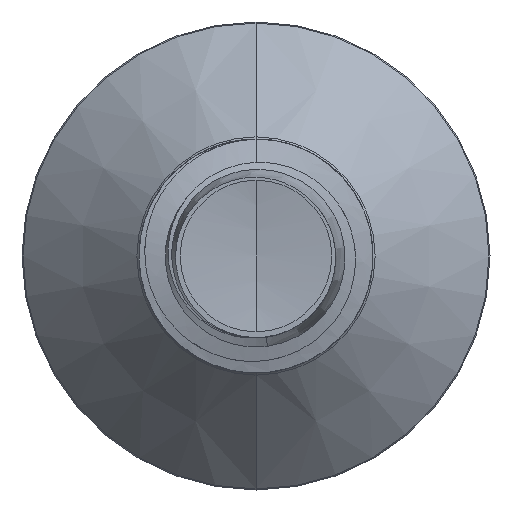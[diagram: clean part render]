
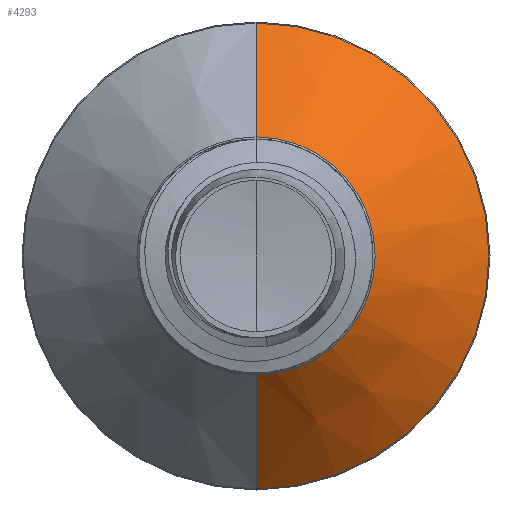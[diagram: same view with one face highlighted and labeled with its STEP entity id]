
A CAD part, front view. The second image highlights one B-rep face of the part: STEP entity #4293.
In plain terms, the highlighted conical face has half-angle 45 degrees and reference radius 1.782 mm.
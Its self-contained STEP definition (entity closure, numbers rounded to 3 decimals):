
#984 = DIRECTION ( 'NONE',  ( 0., 0.707, 0.707 ) ) ;
#1185 = VERTEX_POINT ( 'NONE', #13849 ) ;
#2294 = AXIS2_PLACEMENT_3D ( 'NONE', #5392, #16627, #7028 ) ;
#2363 = ORIENTED_EDGE ( 'NONE', *, *, #9169, .T. ) ;
#3551 = CIRCLE ( 'NONE', #2294, 1.782 ) ;
#3653 = VERTEX_POINT ( 'NONE', #17724 ) ;
#3668 = AXIS2_PLACEMENT_3D ( 'NONE', #17315, #7714, #18930 ) ;
#3868 = DIRECTION ( 'NONE',  ( 0., 0., 1. ) ) ;
#4293 = ADVANCED_FACE ( 'NONE', ( #9880 ), #13643, .T. ) ;
#4320 = LINE ( 'NONE', #10663, #8122 ) ;
#5392 = CARTESIAN_POINT ( 'NONE',  ( 0., 7.632, 0. ) ) ;
#5503 = EDGE_CURVE ( 'NONE', #1185, #14789, #12646, .T. ) ;
#5671 = EDGE_LOOP ( 'NONE', ( #2363, #8781, #17972, #6175 ) ) ;
#5860 = DIRECTION ( 'NONE',  ( 0., 0.707, -0.707 ) ) ;
#6175 = ORIENTED_EDGE ( 'NONE', *, *, #7385, .F. ) ;
#6648 = VERTEX_POINT ( 'NONE', #15941 ) ;
#7028 = DIRECTION ( 'NONE',  ( 0., 0., 1. ) ) ;
#7385 = EDGE_CURVE ( 'NONE', #6648, #3653, #4320, .T. ) ;
#7714 = DIRECTION ( 'NONE',  ( 0., 1., 0. ) ) ;
#8122 = VECTOR ( 'NONE', #984, 1000. ) ;
#8781 = ORIENTED_EDGE ( 'NONE', *, *, #5503, .T. ) ;
#9169 = EDGE_CURVE ( 'NONE', #6648, #1185, #3551, .T. ) ;
#9880 = FACE_OUTER_BOUND ( 'NONE', #5671, .T. ) ;
#10663 = CARTESIAN_POINT ( 'NONE',  ( 0., 7.632, 1.782 ) ) ;
#11893 = DIRECTION ( 'NONE',  ( 0., 1., 0. ) ) ;
#12392 = EDGE_CURVE ( 'NONE', #3653, #14789, #18881, .T. ) ;
#12646 = LINE ( 'NONE', #13864, #16899 ) ;
#13507 = CARTESIAN_POINT ( 'NONE',  ( 0., 7.632, 0. ) ) ;
#13619 = AXIS2_PLACEMENT_3D ( 'NONE', #13507, #11893, #3868 ) ;
#13643 = CONICAL_SURFACE ( 'NONE', #13619, 1.782, 0.785 ) ;
#13849 = CARTESIAN_POINT ( 'NONE',  ( 0., 7.632, -1.782 ) ) ;
#13864 = CARTESIAN_POINT ( 'NONE',  ( 0., 7.632, -1.782 ) ) ;
#14789 = VERTEX_POINT ( 'NONE', #20060 ) ;
#15941 = CARTESIAN_POINT ( 'NONE',  ( 0., 7.632, 1.782 ) ) ;
#16627 = DIRECTION ( 'NONE',  ( 0., 1., 0. ) ) ;
#16899 = VECTOR ( 'NONE', #5860, 1000. ) ;
#17315 = CARTESIAN_POINT ( 'NONE',  ( 0., 9.335, 0. ) ) ;
#17724 = CARTESIAN_POINT ( 'NONE',  ( 0., 9.335, 3.485 ) ) ;
#17972 = ORIENTED_EDGE ( 'NONE', *, *, #12392, .F. ) ;
#18881 = CIRCLE ( 'NONE', #3668, 3.485 ) ;
#18930 = DIRECTION ( 'NONE',  ( 0., 0., 1. ) ) ;
#20060 = CARTESIAN_POINT ( 'NONE',  ( 0., 9.335, -3.485 ) ) ;
